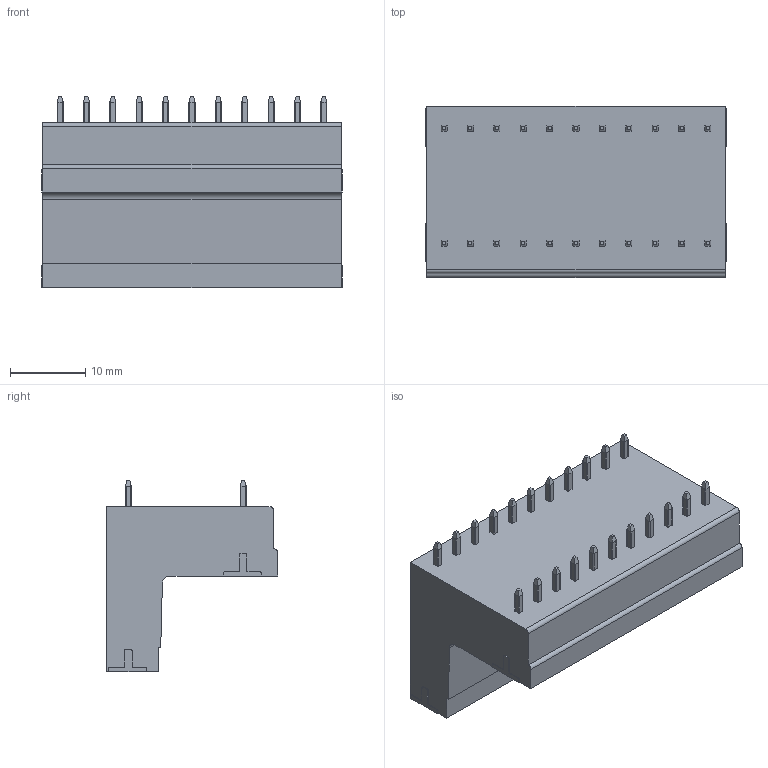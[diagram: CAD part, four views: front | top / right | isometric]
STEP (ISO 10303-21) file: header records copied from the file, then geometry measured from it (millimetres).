
FILE_DESCRIPTION((''),'2;1');
FILE_NAME('TLPHDC-005V-XXP','2024-08-08T13:52:11',('tluser'),(''),'CREO PARAMETRIC BY PTC INC, 2018100','CREO PARAMETRIC BY PTC INC, 2018100','');
FILE_SCHEMA(('CONFIG_CONTROL_DESIGN'));
Length unit declared in the file: millimetre
Products named in the file (1): TLPHDC-005V-XXP
Bounding box: 39.9 x 22.7 x 25.4 mm (x, y, z)
Volume: 9381.1 mm3; surface area: 8506.3 mm2
Topology: 1 solids, 1 shells, 1800 faces, 4976 edges, 3266 vertices
Faces by surface type: plane 1209, cylinder 437, cone 110, torus 44
Entity records: 57663 total; most frequent: CARTESIAN_POINT 11571, ORIENTED_EDGE 9952, DIRECTION 9120, EDGE_CURVE 4976, VECTOR 3640, LINE 3640, VERTEX_POINT 3266, AXIS2_PLACEMENT_3D 2740
